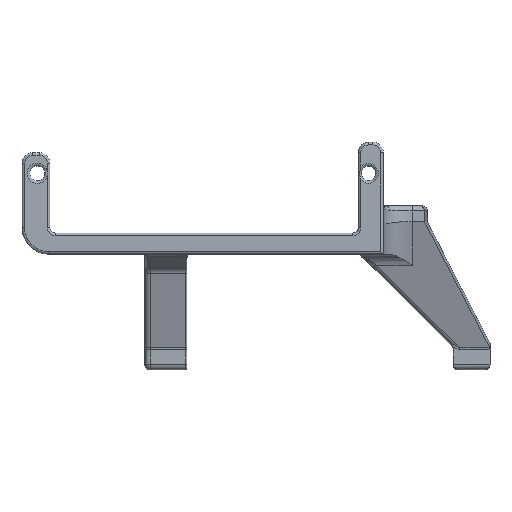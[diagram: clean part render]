
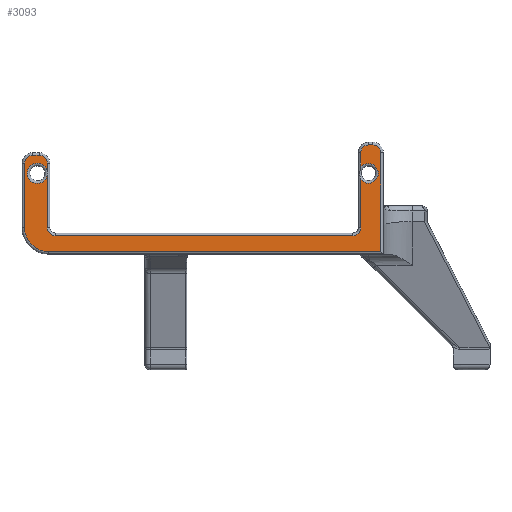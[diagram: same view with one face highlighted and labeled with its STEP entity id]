
A CAD part, top view. The second image highlights one B-rep face of the part: STEP entity #3093.
In plain terms, the highlighted planar face has unit normal (0, 0, 1).
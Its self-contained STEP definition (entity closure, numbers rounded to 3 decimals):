
#195=PLANE('',#3409);
#268=LINE('',#6009,#443);
#269=LINE('',#6019,#444);
#271=LINE('',#6029,#446);
#272=LINE('',#6057,#447);
#274=LINE('',#6061,#449);
#276=LINE('',#6073,#451);
#277=LINE('',#6106,#452);
#279=LINE('',#6110,#454);
#281=LINE('',#6122,#456);
#283=LINE('',#6131,#458);
#443=VECTOR('',#3909,10.);
#444=VECTOR('',#3924,10.);
#446=VECTOR('',#3936,10.);
#447=VECTOR('',#3947,10.);
#449=VECTOR('',#3951,10.);
#451=VECTOR('',#3965,10.);
#452=VECTOR('',#3976,10.);
#454=VECTOR('',#3980,10.);
#456=VECTOR('',#3994,10.);
#458=VECTOR('',#4006,10.);
#725=FACE_OUTER_BOUND('',#933,.T.);
#933=EDGE_LOOP('',(#2373,#2374,#2375,#2376,#2377,#2378,#2379,#2380,#2381,
#2382,#2383,#2384,#2385,#2386,#2387,#2388,#2389,#2390,#2391,#2392));
#1141=CIRCLE('',#3356,4.5);
#1144=CIRCLE('',#3361,1.5);
#1148=CIRCLE('',#3367,1.5);
#1152=CIRCLE('',#3373,1.5);
#1156=CIRCLE('',#3379,1.5);
#1160=CIRCLE('',#3385,1.5);
#1164=CIRCLE('',#3391,1.5);
#1170=CIRCLE('',#3407,1.923);
#1172=CIRCLE('',#3410,1.87);
#1173=CIRCLE('',#3411,1.87);
#1368=VERTEX_POINT('',#6007);
#1369=VERTEX_POINT('',#6008);
#1370=VERTEX_POINT('',#6013);
#1371=VERTEX_POINT('',#6017);
#1372=VERTEX_POINT('',#6021);
#1373=VERTEX_POINT('',#6025);
#1375=VERTEX_POINT('',#6031);
#1377=VERTEX_POINT('',#6037);
#1379=VERTEX_POINT('',#6047);
#1380=VERTEX_POINT('',#6056);
#1382=VERTEX_POINT('',#6063);
#1384=VERTEX_POINT('',#6069);
#1386=VERTEX_POINT('',#6075);
#1388=VERTEX_POINT('',#6081);
#1389=VERTEX_POINT('',#6082);
#1390=VERTEX_POINT('',#6105);
#1392=VERTEX_POINT('',#6112);
#1394=VERTEX_POINT('',#6118);
#1396=VERTEX_POINT('',#6124);
#1418=VERTEX_POINT('',#6211);
#1689=EDGE_CURVE('',#1368,#1369,#268,.T.);
#1693=EDGE_CURVE('',#1369,#1370,#1141,.T.);
#1695=EDGE_CURVE('',#1370,#1371,#269,.T.);
#1697=EDGE_CURVE('',#1371,#1372,#1144,.T.);
#1700=EDGE_CURVE('',#1372,#1373,#271,.T.);
#1703=EDGE_CURVE('',#1373,#1375,#1148,.T.);
#1706=EDGE_CURVE('',#1379,#1380,#272,.T.);
#1709=EDGE_CURVE('',#1375,#1377,#274,.T.);
#1712=EDGE_CURVE('',#1380,#1382,#1152,.T.);
#1715=EDGE_CURVE('',#1382,#1384,#276,.T.);
#1718=EDGE_CURVE('',#1384,#1386,#1156,.T.);
#1720=EDGE_CURVE('',#1389,#1390,#277,.T.);
#1723=EDGE_CURVE('',#1386,#1388,#279,.T.);
#1726=EDGE_CURVE('',#1390,#1392,#1160,.T.);
#1729=EDGE_CURVE('',#1392,#1394,#281,.T.);
#1732=EDGE_CURVE('',#1394,#1396,#1164,.T.);
#1734=EDGE_CURVE('',#1396,#1368,#283,.T.);
#1764=EDGE_CURVE('',#1377,#1379,#1170,.T.);
#1766=EDGE_CURVE('',#1418,#1389,#1172,.T.);
#1767=EDGE_CURVE('',#1388,#1418,#1173,.T.);
#2373=ORIENTED_EDGE('',*,*,#1709,.F.);
#2374=ORIENTED_EDGE('',*,*,#1703,.F.);
#2375=ORIENTED_EDGE('',*,*,#1700,.F.);
#2376=ORIENTED_EDGE('',*,*,#1697,.F.);
#2377=ORIENTED_EDGE('',*,*,#1695,.F.);
#2378=ORIENTED_EDGE('',*,*,#1693,.F.);
#2379=ORIENTED_EDGE('',*,*,#1689,.F.);
#2380=ORIENTED_EDGE('',*,*,#1734,.F.);
#2381=ORIENTED_EDGE('',*,*,#1732,.F.);
#2382=ORIENTED_EDGE('',*,*,#1729,.F.);
#2383=ORIENTED_EDGE('',*,*,#1726,.F.);
#2384=ORIENTED_EDGE('',*,*,#1720,.F.);
#2385=ORIENTED_EDGE('',*,*,#1766,.F.);
#2386=ORIENTED_EDGE('',*,*,#1767,.F.);
#2387=ORIENTED_EDGE('',*,*,#1723,.F.);
#2388=ORIENTED_EDGE('',*,*,#1718,.F.);
#2389=ORIENTED_EDGE('',*,*,#1715,.F.);
#2390=ORIENTED_EDGE('',*,*,#1712,.F.);
#2391=ORIENTED_EDGE('',*,*,#1706,.F.);
#2392=ORIENTED_EDGE('',*,*,#1764,.F.);
#3093=ADVANCED_FACE('',(#725),#195,.T.);
#3356=AXIS2_PLACEMENT_3D('',#6015,#3918,#3919);
#3361=AXIS2_PLACEMENT_3D('',#6023,#3929,#3930);
#3367=AXIS2_PLACEMENT_3D('',#6035,#3943,#3944);
#3373=AXIS2_PLACEMENT_3D('',#6067,#3958,#3959);
#3379=AXIS2_PLACEMENT_3D('',#6079,#3972,#3973);
#3385=AXIS2_PLACEMENT_3D('',#6116,#3987,#3988);
#3391=AXIS2_PLACEMENT_3D('',#6128,#4001,#4002);
#3407=AXIS2_PLACEMENT_3D('',#6208,#4055,#4056);
#3409=AXIS2_PLACEMENT_3D('',#6210,#4059,#4060);
#3410=AXIS2_PLACEMENT_3D('',#6212,#4061,#4062);
#3411=AXIS2_PLACEMENT_3D('',#6213,#4063,#4064);
#3909=DIRECTION('',(-1.,0.,0.));
#3918=DIRECTION('center_axis',(0.,0.,-1.));
#3919=DIRECTION('ref_axis',(-0.707,-0.707,0.));
#3924=DIRECTION('',(0.,1.,0.));
#3929=DIRECTION('center_axis',(0.,0.,-1.));
#3930=DIRECTION('ref_axis',(-0.707,0.707,0.));
#3936=DIRECTION('',(1.,0.,0.));
#3943=DIRECTION('center_axis',(0.,0.,-1.));
#3944=DIRECTION('ref_axis',(0.707,0.707,0.));
#3947=DIRECTION('',(0.,-1.,0.));
#3951=DIRECTION('',(0.,-1.,0.));
#3958=DIRECTION('center_axis',(0.,0.,1.));
#3959=DIRECTION('ref_axis',(-0.707,-0.707,0.));
#3965=DIRECTION('',(1.,0.,0.));
#3972=DIRECTION('center_axis',(0.,0.,1.));
#3973=DIRECTION('ref_axis',(0.707,-0.707,0.));
#3976=DIRECTION('',(0.,1.,0.));
#3980=DIRECTION('',(0.,1.,0.));
#3987=DIRECTION('center_axis',(0.,0.,-1.));
#3988=DIRECTION('ref_axis',(-0.707,0.707,0.));
#3994=DIRECTION('',(1.,0.,0.));
#4001=DIRECTION('center_axis',(0.,0.,-1.));
#4002=DIRECTION('ref_axis',(0.707,0.707,0.));
#4006=DIRECTION('',(0.,-1.,0.));
#4055=DIRECTION('center_axis',(0.,0.,1.));
#4056=DIRECTION('ref_axis',(-1.,0.,0.));
#4059=DIRECTION('center_axis',(0.,0.,1.));
#4060=DIRECTION('ref_axis',(1.,0.,0.));
#4061=DIRECTION('center_axis',(0.,0.,1.));
#4062=DIRECTION('ref_axis',(-1.,0.,0.));
#4063=DIRECTION('center_axis',(0.,0.,1.));
#4064=DIRECTION('ref_axis',(-1.,0.,0.));
#6007=CARTESIAN_POINT('',(32.043,67.666,-3.258));
#6008=CARTESIAN_POINT('',(-31.224,67.666,-3.258));
#6009=CARTESIAN_POINT('',(32.543,67.666,-3.258));
#6013=CARTESIAN_POINT('',(-35.724,72.166,-3.258));
#6015=CARTESIAN_POINT('Origin',(-31.224,72.166,-3.258));
#6017=CARTESIAN_POINT('',(-35.724,84.449,-3.258));
#6019=CARTESIAN_POINT('',(-35.724,76.116,-3.258));
#6021=CARTESIAN_POINT('',(-34.224,85.949,-3.258));
#6023=CARTESIAN_POINT('Origin',(-34.224,84.449,-3.258));
#6025=CARTESIAN_POINT('',(-32.914,85.949,-3.258));
#6029=CARTESIAN_POINT('',(21.746,85.949,-3.258));
#6031=CARTESIAN_POINT('',(-31.414,84.449,-3.258));
#6035=CARTESIAN_POINT('Origin',(-32.914,84.449,-3.258));
#6037=CARTESIAN_POINT('',(-31.414,82.853,-3.258));
#6047=CARTESIAN_POINT('',(-31.414,82.205,-3.258));
#6056=CARTESIAN_POINT('',(-31.414,72.166,-3.258));
#6057=CARTESIAN_POINT('',(-31.414,88.299,-3.258));
#6061=CARTESIAN_POINT('',(-31.414,88.299,-3.258));
#6063=CARTESIAN_POINT('',(-29.914,70.666,-3.258));
#6067=CARTESIAN_POINT('Origin',(-29.914,72.166,-3.258));
#6069=CARTESIAN_POINT('',(26.774,70.666,-3.258));
#6073=CARTESIAN_POINT('',(-0.422,70.666,-3.258));
#6075=CARTESIAN_POINT('',(28.274,72.166,-3.258));
#6079=CARTESIAN_POINT('Origin',(26.774,72.166,-3.258));
#6081=CARTESIAN_POINT('',(28.274,81.331,-3.258));
#6082=CARTESIAN_POINT('',(28.274,83.726,-3.258));
#6105=CARTESIAN_POINT('',(28.274,86.449,-3.258));
#6106=CARTESIAN_POINT('',(28.274,88.449,-3.258));
#6110=CARTESIAN_POINT('',(28.274,88.449,-3.258));
#6112=CARTESIAN_POINT('',(29.774,87.949,-3.258));
#6116=CARTESIAN_POINT('Origin',(29.774,86.449,-3.258));
#6118=CARTESIAN_POINT('',(30.543,87.949,-3.258));
#6122=CARTESIAN_POINT('',(37.129,87.949,-3.258));
#6124=CARTESIAN_POINT('',(32.043,86.449,-3.258));
#6128=CARTESIAN_POINT('Origin',(30.543,86.449,-3.258));
#6131=CARTESIAN_POINT('',(32.043,88.299,-3.258));
#6208=CARTESIAN_POINT('Origin',(-33.31,82.529,-3.258));
#6210=CARTESIAN_POINT('Origin',(32.543,88.449,-3.258));
#6211=CARTESIAN_POINT('',(31.58,82.529,-3.258));
#6212=CARTESIAN_POINT('Origin',(29.71,82.529,-3.258));
#6213=CARTESIAN_POINT('Origin',(29.71,82.529,-3.258));
